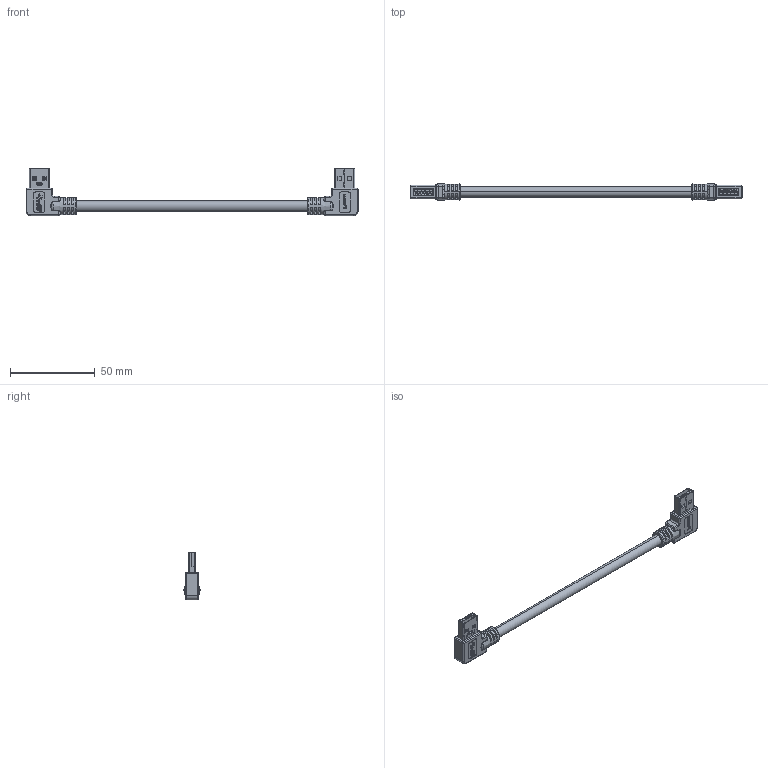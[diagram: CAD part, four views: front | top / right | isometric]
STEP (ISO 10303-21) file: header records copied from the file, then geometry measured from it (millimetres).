
FILE_DESCRIPTION (( 'STEP AP214' ), '1' );
FILE_NAME ('U3A00083.STEP', '2018-03-06T18:56:19', ( '' ), ( '' ), 'SwSTEP 2.0', 'SolidWorks 2017', '' );
FILE_SCHEMA (( 'AUTOMOTIVE_DESIGN' ));
Length unit declared in the file: inch
Products named in the file (8): 1AL08-429; MTN-1049_right logo; 1AA05-072___; MTN-1048; MTN-1049_RIGHT WITH LOGO; 1AA05-072-MA2___; U3A00083; 1AA05-072-MA1___
Assembly tree (8 placements, depth 4):
  U3A00083
    1AL08-429
    MTN-1049_RIGHT WITH LOGO  x2
      MTN-1049_right logo
      MTN-1048
      1AA05-072___
        1AA05-072-MA2___
        1AA05-072-MA1___
Bounding box: 196.4 x 9.5 x 28.22 mm (x, y, z)
Volume: 12613.7 mm3; surface area: 11835 mm2
Topology: 17 solids, 17 shells, 1876 faces, 5034 edges, 3260 vertices
Faces by surface type: plane 1256, cylinder 312, bspline 256, torus 32, sphere 20
Entity records: 38872 total; most frequent: CARTESIAN_POINT 12083, ORIENTED_EDGE 5020, DIRECTION 4222, EDGE_CURVE 2510, VECTOR 1872, LINE 1872, VERTEX_POINT 1632, AXIS2_PLACEMENT_3D 1175
